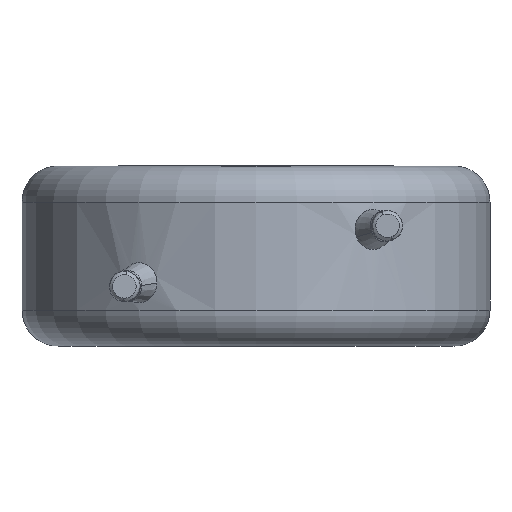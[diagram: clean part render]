
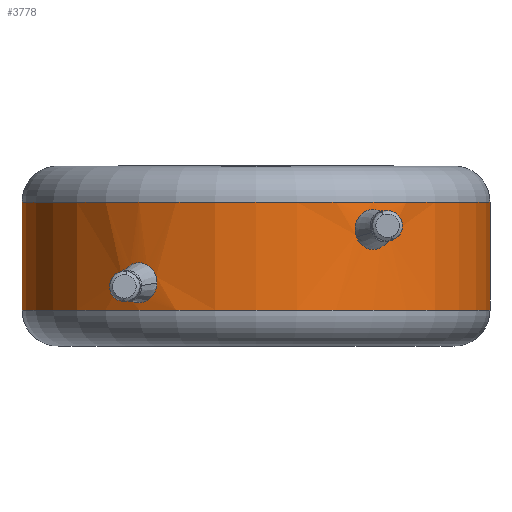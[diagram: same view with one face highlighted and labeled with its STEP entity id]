
A CAD part, front view. The second image highlights one B-rep face of the part: STEP entity #3778.
In plain terms, the highlighted cylindrical face has radius 6.5 mm (diameter 13 mm), a partial arc.
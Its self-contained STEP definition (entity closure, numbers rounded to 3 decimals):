
#5 = DIRECTION ( 'NONE',  ( 0., 0., -1. ) ) ;
#120 = CIRCLE ( 'NONE', #2306, 6.5 ) ;
#154 = CARTESIAN_POINT ( 'NONE',  ( 3.629, -5.393, 3.597 ) ) ;
#172 = CARTESIAN_POINT ( 'NONE',  ( -2.804, -5.865, 2.046 ) ) ;
#196 = LINE ( 'NONE', #2404, #2536 ) ;
#201 = CARTESIAN_POINT ( 'NONE',  ( 2.789, -5.871, 3.028 ) ) ;
#202 = LINE ( 'NONE', #2565, #2542 ) ;
#260 = CARTESIAN_POINT ( 'NONE',  ( 3.322, -5.589, 2.667 ) ) ;
#420 = VERTEX_POINT ( 'NONE', #3611 ) ;
#450 = ORIENTED_EDGE ( 'NONE', *, *, #609, .T. ) ;
#470 = FACE_OUTER_BOUND ( 'NONE', #1563, .T. ) ;
#531 = EDGE_CURVE ( 'NONE', #3101, #1549, #3433, .T. ) ;
#534 = CARTESIAN_POINT ( 'NONE',  ( -3.722, -5.329, 1.759 ) ) ;
#579 = CARTESIAN_POINT ( 'NONE',  ( 3.679, -5.359, 3.466 ) ) ;
#609 = EDGE_CURVE ( 'NONE', #420, #1314, #202, .T. ) ;
#625 = CARTESIAN_POINT ( 'NONE',  ( 0., 0., 4. ) ) ;
#716 = EDGE_CURVE ( 'NONE', #3146, #769, #196, .T. ) ;
#750 = EDGE_CURVE ( 'NONE', #3923, #3560, #3765, .T. ) ;
#769 = VERTEX_POINT ( 'NONE', #2445 ) ;
#823 = CARTESIAN_POINT ( 'NONE',  ( -3.375, -5.557, 2.32 ) ) ;
#843 = EDGE_CURVE ( 'NONE', #1549, #3101, #2038, .T. ) ;
#948 = DIRECTION ( 'NONE',  ( 0., 0., -1. ) ) ;
#982 = CARTESIAN_POINT ( 'NONE',  ( -3.722, -5.329, 1.759 ) ) ;
#1026 = B_SPLINE_CURVE_WITH_KNOTS ( 'NONE', 3,
 ( #534, #1814, #4141, #1217, #1202, #1544, #2477, #2153, #2164, #4102 ),
 .UNSPECIFIED., .F., .F.,
 ( 4, 2, 2, 2, 4 ),
 ( 0.003, 0.004, 0.004, 0.004, 0.005 ),
 .UNSPECIFIED. ) ;
#1102 = CARTESIAN_POINT ( 'NONE',  ( 3.171, -5.675, 3.807 ) ) ;
#1123 = CARTESIAN_POINT ( 'NONE',  ( -3.722, -5.329, 1.759 ) ) ;
#1136 = CARTESIAN_POINT ( 'NONE',  ( -2.988, -5.773, 2.256 ) ) ;
#1163 = ORIENTED_EDGE ( 'NONE', *, *, #3466, .T. ) ;
#1202 = CARTESIAN_POINT ( 'NONE',  ( -3.375, -5.557, 1.207 ) ) ;
#1212 = CARTESIAN_POINT ( 'NONE',  ( 2.841, -5.847, 2.89 ) ) ;
#1217 = CARTESIAN_POINT ( 'NONE',  ( -3.496, -5.481, 1.268 ) ) ;
#1227 = CARTESIAN_POINT ( 'NONE',  ( 3.556, -5.443, 2.783 ) ) ;
#1235 = CARTESIAN_POINT ( 'NONE',  ( 0., 0., 1. ) ) ;
#1263 = ORIENTED_EDGE ( 'NONE', *, *, #3193, .T. ) ;
#1314 = VERTEX_POINT ( 'NONE', #2960 ) ;
#1335 = CARTESIAN_POINT ( 'NONE',  ( 3.679, -5.359, 3.466 ) ) ;
#1401 = AXIS2_PLACEMENT_3D ( 'NONE', #1235, #3544, #1612 ) ;
#1415 = CIRCLE ( 'NONE', #1401, 6.5 ) ;
#1445 = CARTESIAN_POINT ( 'NONE',  ( -2.749, -5.89, 1.898 ) ) ;
#1474 = CARTESIAN_POINT ( 'NONE',  ( -2.752, -5.889, 1.75 ) ) ;
#1544 = CARTESIAN_POINT ( 'NONE',  ( -3.125, -5.701, 1.203 ) ) ;
#1549 = VERTEX_POINT ( 'NONE', #1751 ) ;
#1552 = CARTESIAN_POINT ( 'NONE',  ( 3.736, -5.32, 3.171 ) ) ;
#1563 = EDGE_LOOP ( 'NONE', ( #2058, #1163, #450, #1263 ) ) ;
#1564 = AXIS2_PLACEMENT_3D ( 'NONE', #2182, #4092, #1788 ) ;
#1612 = DIRECTION ( 'NONE',  ( 1., 0., 0. ) ) ;
#1697 = CARTESIAN_POINT ( 'NONE',  ( 2.789, -5.871, 3.028 ) ) ;
#1743 = FACE_BOUND ( 'NONE', #2896, .T. ) ;
#1751 = CARTESIAN_POINT ( 'NONE',  ( 3.679, -5.359, 3.466 ) ) ;
#1765 = CARTESIAN_POINT ( 'NONE',  ( -3.675, -5.363, 2.054 ) ) ;
#1788 = DIRECTION ( 'NONE',  ( -1., 0., 0. ) ) ;
#1814 = CARTESIAN_POINT ( 'NONE',  ( -3.72, -5.33, 1.615 ) ) ;
#1953 = ORIENTED_EDGE ( 'NONE', *, *, #531, .F. ) ;
#2038 = B_SPLINE_CURVE_WITH_KNOTS ( 'NONE', 3,
 ( #1335, #154, #2097, #3084, #1102, #3100, #4036, #2430, #4005, #1697 ),
 .UNSPECIFIED., .F., .F.,
 ( 4, 2, 2, 2, 4 ),
 ( 0.002, 0.002, 0.003, 0.003, 0.003 ),
 .UNSPECIFIED. ) ;
#2058 = ORIENTED_EDGE ( 'NONE', *, *, #716, .F. ) ;
#2097 = CARTESIAN_POINT ( 'NONE',  ( 3.536, -5.456, 3.702 ) ) ;
#2153 = CARTESIAN_POINT ( 'NONE',  ( -2.81, -5.862, 1.463 ) ) ;
#2163 = ORIENTED_EDGE ( 'NONE', *, *, #750, .F. ) ;
#2164 = CARTESIAN_POINT ( 'NONE',  ( -2.754, -5.888, 1.605 ) ) ;
#2182 = CARTESIAN_POINT ( 'NONE',  ( 0., 0., 5. ) ) ;
#2252 = CYLINDRICAL_SURFACE ( 'NONE', #1564, 6.5 ) ;
#2275 = EDGE_CURVE ( 'NONE', #3560, #3923, #1026, .T. ) ;
#2306 = AXIS2_PLACEMENT_3D ( 'NONE', #625, #5, #2590 ) ;
#2404 = CARTESIAN_POINT ( 'NONE',  ( 6.5, 0., 5. ) ) ;
#2418 = CARTESIAN_POINT ( 'NONE',  ( -3.499, -5.479, 2.261 ) ) ;
#2430 = CARTESIAN_POINT ( 'NONE',  ( 2.74, -5.895, 3.318 ) ) ;
#2445 = CARTESIAN_POINT ( 'NONE',  ( 6.5, 0., 1. ) ) ;
#2477 = CARTESIAN_POINT ( 'NONE',  ( -2.997, -5.769, 1.26 ) ) ;
#2519 = CARTESIAN_POINT ( 'NONE',  ( 2.943, -5.797, 2.779 ) ) ;
#2526 = ORIENTED_EDGE ( 'NONE', *, *, #843, .F. ) ;
#2536 = VECTOR ( 'NONE', #2738, 1000. ) ;
#2537 = CARTESIAN_POINT ( 'NONE',  ( 3.73, -5.323, 3.332 ) ) ;
#2542 = VECTOR ( 'NONE', #948, 1000. ) ;
#2565 = CARTESIAN_POINT ( 'NONE',  ( -6.5, 0., 5. ) ) ;
#2590 = DIRECTION ( 'NONE',  ( 1., 0., 0. ) ) ;
#2738 = DIRECTION ( 'NONE',  ( 0., 0., -1. ) ) ;
#2776 = CARTESIAN_POINT ( 'NONE',  ( -3.118, -5.705, 2.318 ) ) ;
#2896 = EDGE_LOOP ( 'NONE', ( #4006, #2163 ) ) ;
#2960 = CARTESIAN_POINT ( 'NONE',  ( -6.5, 0., 1. ) ) ;
#3084 = CARTESIAN_POINT ( 'NONE',  ( 3.305, -5.598, 3.809 ) ) ;
#3088 = CARTESIAN_POINT ( 'NONE',  ( -3.724, -5.327, 1.906 ) ) ;
#3100 = CARTESIAN_POINT ( 'NONE',  ( 2.937, -5.8, 3.695 ) ) ;
#3101 = VERTEX_POINT ( 'NONE', #201 ) ;
#3146 = VERTEX_POINT ( 'NONE', #3529 ) ;
#3166 = CARTESIAN_POINT ( 'NONE',  ( 3.184, -5.668, 2.667 ) ) ;
#3193 = EDGE_CURVE ( 'NONE', #1314, #769, #1415, .T. ) ;
#3384 = CARTESIAN_POINT ( 'NONE',  ( -2.752, -5.889, 1.75 ) ) ;
#3433 = B_SPLINE_CURVE_WITH_KNOTS ( 'NONE', 3,
 ( #4128, #1212, #2519, #3166, #260, #1227, #3485, #1552, #2537, #579 ),
 .UNSPECIFIED., .F., .F.,
 ( 4, 2, 2, 2, 4 ),
 ( 0.003, 0.004, 0.004, 0.005, 0.005 ),
 .UNSPECIFIED. ) ;
#3466 = EDGE_CURVE ( 'NONE', #3146, #420, #120, .T. ) ;
#3485 = CARTESIAN_POINT ( 'NONE',  ( 3.648, -5.38, 2.896 ) ) ;
#3529 = CARTESIAN_POINT ( 'NONE',  ( 6.5, 0., 4. ) ) ;
#3544 = DIRECTION ( 'NONE',  ( 0., 0., 1. ) ) ;
#3553 = FACE_BOUND ( 'NONE', #3939, .T. ) ;
#3560 = VERTEX_POINT ( 'NONE', #982 ) ;
#3611 = CARTESIAN_POINT ( 'NONE',  ( -6.5, 0., 4. ) ) ;
#3765 = B_SPLINE_CURVE_WITH_KNOTS ( 'NONE', 3,
 ( #1474, #1445, #172, #1136, #2776, #823, #2418, #1765, #3088, #1123 ),
 .UNSPECIFIED., .F., .F.,
 ( 4, 2, 2, 2, 4 ),
 ( 0.001, 0.002, 0.002, 0.003, 0.003 ),
 .UNSPECIFIED. ) ;
#3778 = ADVANCED_FACE ( 'NONE', ( #470, #3553, #1743 ), #2252, .T. ) ;
#3923 = VERTEX_POINT ( 'NONE', #3384 ) ;
#3939 = EDGE_LOOP ( 'NONE', ( #2526, #1953 ) ) ;
#4005 = CARTESIAN_POINT ( 'NONE',  ( 2.739, -5.895, 3.163 ) ) ;
#4006 = ORIENTED_EDGE ( 'NONE', *, *, #2275, .F. ) ;
#4036 = CARTESIAN_POINT ( 'NONE',  ( 2.838, -5.848, 3.584 ) ) ;
#4092 = DIRECTION ( 'NONE',  ( 0., 0., -1. ) ) ;
#4102 = CARTESIAN_POINT ( 'NONE',  ( -2.752, -5.889, 1.75 ) ) ;
#4128 = CARTESIAN_POINT ( 'NONE',  ( 2.789, -5.871, 3.028 ) ) ;
#4141 = CARTESIAN_POINT ( 'NONE',  ( -3.668, -5.367, 1.471 ) ) ;
